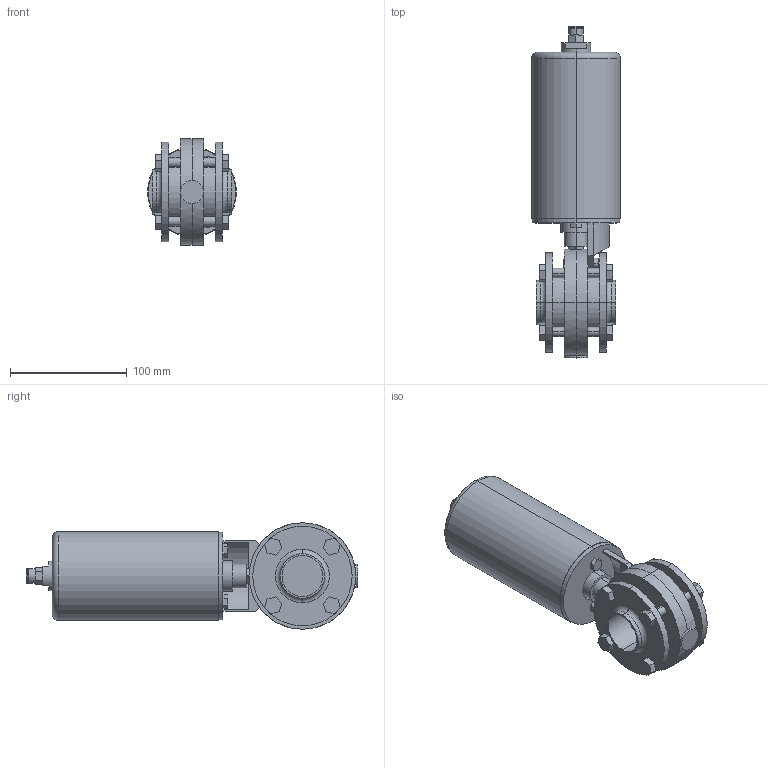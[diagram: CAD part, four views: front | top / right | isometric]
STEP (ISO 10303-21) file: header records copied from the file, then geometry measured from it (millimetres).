
FILE_DESCRIPTION (( 'STEP AP203' ), '1' );
FILE_NAME ('A490 W_W OD 1.5 & A940 T1_10.010.16.0049.STEP', '2020-10-05T06:59:45', ( '' ), ( '' ), 'SwSTEP 2.0', 'SolidWorks 2018', '' );
FILE_SCHEMA (( 'CONFIG_CONTROL_DESIGN' ));
Length unit declared in the file: millimetre
Products named in the file (6): 10.010.15.0002_OD 1«"; 10.412.15.0001_A940 T1 Est…ndard; 10.412.15.0002_T1 - T2  A480-A940  ; 10.010.16.0007_A490 W_W OD 1«"; A490 W_W OD 1.5 & A940 T1_10.010.16.0049; 10.010.15.0014_W OD 1«"
Assembly tree (6 placements, depth 3):
  A490 W_W OD 1.5 & A940 T1_10.010.16.0049
    10.010.16.0007_A490 W_W OD 1«"
      10.010.15.0002_OD 1«"
      10.010.15.0014_W OD 1«"  x2
    10.412.15.0002_T1 - T2  A480-A940  
    10.412.15.0001_A940 T1 Est…ndard
Bounding box: 76 x 284 x 91 mm (x, y, z)
Volume: 916837 mm3; surface area: 128740 mm2
Topology: 5 solids, 5 shells, 230 faces, 538 edges, 352 vertices
Faces by surface type: plane 143, cylinder 77, torus 10
Entity records: 5559 total; most frequent: CARTESIAN_POINT 909, DIRECTION 884, ORIENTED_EDGE 780, EDGE_CURVE 390, AXIS2_PLACEMENT_3D 319, VERTEX_POINT 254, LINE 246, VECTOR 246
